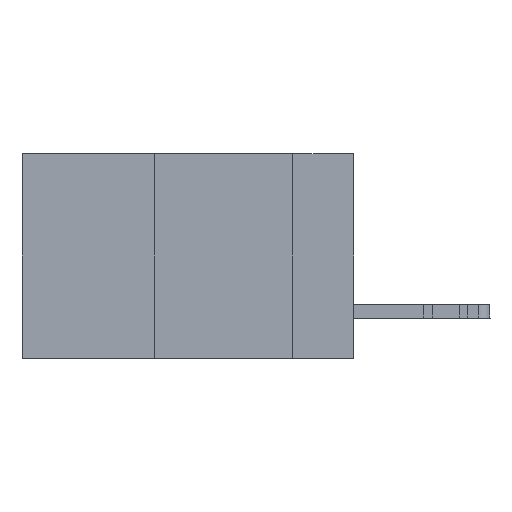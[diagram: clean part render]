
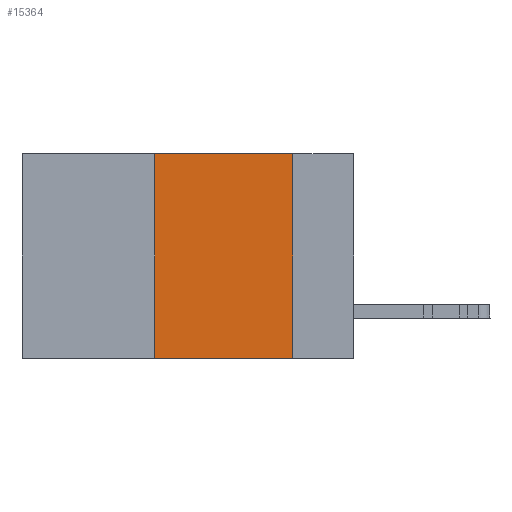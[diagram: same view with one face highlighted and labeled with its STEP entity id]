
A CAD part, left-side view. The second image highlights one B-rep face of the part: STEP entity #15364.
In plain terms, the highlighted planar face has unit normal (-1, 0, 0).
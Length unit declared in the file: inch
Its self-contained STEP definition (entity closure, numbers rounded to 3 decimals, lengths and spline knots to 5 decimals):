
#412 = VECTOR ( 'NONE', #39241, 39.37008 ) ;
#676 = LINE ( 'NONE', #34000, #24977 ) ;
#870 = ORIENTED_EDGE ( 'NONE', *, *, #10286, .F. ) ;
#2021 = CARTESIAN_POINT ( 'NONE',  ( 0., 0.6, 0. ) ) ;
#2493 = LINE ( 'NONE', #42434, #412 ) ;
#4638 = VERTEX_POINT ( 'NONE', #21445 ) ;
#10286 = EDGE_CURVE ( 'NONE', #17258, #32373, #676, .T. ) ;
#10359 = VECTOR ( 'NONE', #17977, 39.37008 ) ;
#10934 = CARTESIAN_POINT ( 'NONE',  ( 0., 0.36, -0.37 ) ) ;
#12523 = CARTESIAN_POINT ( 'NONE',  ( 0., 0.36, 0. ) ) ;
#12935 = LINE ( 'NONE', #27802, #10359 ) ;
#13283 = ORIENTED_EDGE ( 'NONE', *, *, #35026, .T. ) ;
#15364 = ADVANCED_FACE ( 'NONE', ( #33239 ), #21957, .F. ) ;
#15635 = VERTEX_POINT ( 'NONE', #10934 ) ;
#15728 = ORIENTED_EDGE ( 'NONE', *, *, #30258, .F. ) ;
#16155 = VECTOR ( 'NONE', #22208, 39.37008 ) ;
#17258 = VERTEX_POINT ( 'NONE', #30984 ) ;
#17977 = DIRECTION ( 'NONE',  ( 0., -1., 0. ) ) ;
#18566 = CARTESIAN_POINT ( 'NONE',  ( 0., 0.11, -0.37 ) ) ;
#21169 = EDGE_CURVE ( 'NONE', #4638, #17258, #2493, .T. ) ;
#21445 = CARTESIAN_POINT ( 'NONE',  ( 0., 0.36, 0. ) ) ;
#21957 = PLANE ( 'NONE',  #31323 ) ;
#22208 = DIRECTION ( 'NONE',  ( 0., 0., 1. ) ) ;
#24977 = VECTOR ( 'NONE', #40897, 39.37008 ) ;
#27802 = CARTESIAN_POINT ( 'NONE',  ( 0., 0.6, -0.37 ) ) ;
#28456 = DIRECTION ( 'NONE',  ( 0., 0., -1. ) ) ;
#29623 = EDGE_LOOP ( 'NONE', ( #870, #40609, #15728, #13283 ) ) ;
#30258 = EDGE_CURVE ( 'NONE', #15635, #4638, #33717, .T. ) ;
#30984 = CARTESIAN_POINT ( 'NONE',  ( 0., 0.11, 0. ) ) ;
#31323 = AXIS2_PLACEMENT_3D ( 'NONE', #2021, #38260, #28456 ) ;
#32373 = VERTEX_POINT ( 'NONE', #18566 ) ;
#33239 = FACE_OUTER_BOUND ( 'NONE', #29623, .T. ) ;
#33717 = LINE ( 'NONE', #12523, #16155 ) ;
#34000 = CARTESIAN_POINT ( 'NONE',  ( 0., 0.11, 0. ) ) ;
#35026 = EDGE_CURVE ( 'NONE', #15635, #32373, #12935, .T. ) ;
#38260 = DIRECTION ( 'NONE',  ( 1., 0., 0. ) ) ;
#39241 = DIRECTION ( 'NONE',  ( 0., -1., 0. ) ) ;
#40609 = ORIENTED_EDGE ( 'NONE', *, *, #21169, .F. ) ;
#40897 = DIRECTION ( 'NONE',  ( 0., 0., -1. ) ) ;
#42434 = CARTESIAN_POINT ( 'NONE',  ( 0., 0.6, 0. ) ) ;
